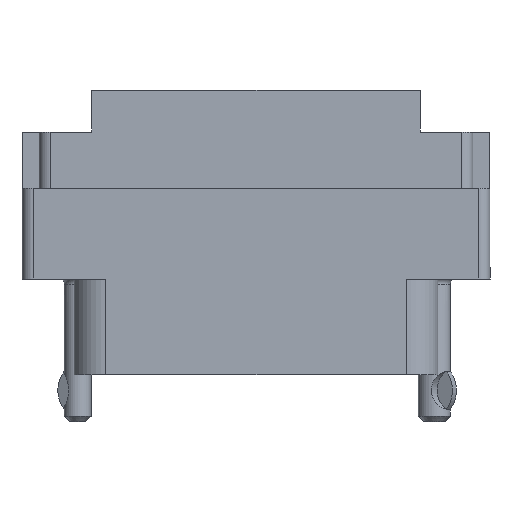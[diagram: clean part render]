
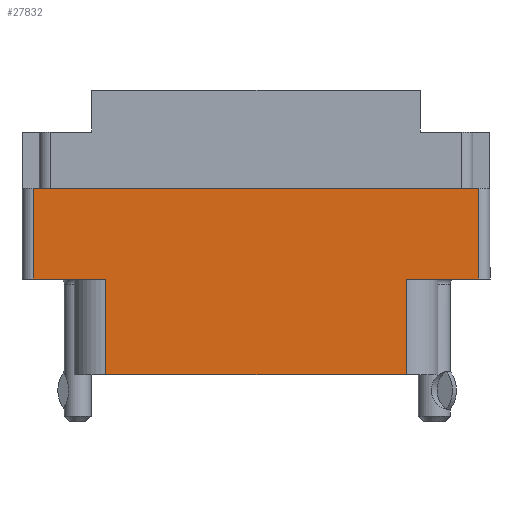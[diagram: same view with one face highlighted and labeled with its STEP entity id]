
A CAD part, front view. The second image highlights one B-rep face of the part: STEP entity #27832.
In plain terms, the highlighted planar face has unit normal (0, -1, 0).
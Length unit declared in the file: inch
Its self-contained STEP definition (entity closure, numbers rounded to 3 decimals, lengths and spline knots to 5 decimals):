
#163 = EDGE_CURVE ( 'NONE', #7335, #18756, #397, .T. ) ;
#397 = LINE ( 'NONE', #8987, #33963 ) ;
#544 = FACE_OUTER_BOUND ( 'NONE', #2130, .T. ) ;
#641 = VERTEX_POINT ( 'NONE', #4632 ) ;
#897 = CARTESIAN_POINT ( 'NONE',  ( 0., -0.343, -0.274 ) ) ;
#1013 = VERTEX_POINT ( 'NONE', #11813 ) ;
#1015 = ORIENTED_EDGE ( 'NONE', *, *, #20774, .T. ) ;
#1061 = CARTESIAN_POINT ( 'NONE',  ( -0.656, -0.343, -0.798 ) ) ;
#1602 = EDGE_CURVE ( 'NONE', #26746, #26449, #10409, .T. ) ;
#1807 = VECTOR ( 'NONE', #23411, 39.37008 ) ;
#1823 = ORIENTED_EDGE ( 'NONE', *, *, #13807, .T. ) ;
#2130 = EDGE_LOOP ( 'NONE', ( #3777, #18817, #1015, #21488, #1823, #8334, #9244, #18705 ) ) ;
#2998 = DIRECTION ( 'NONE',  ( 1., 0., 0. ) ) ;
#3533 = DIRECTION ( 'NONE',  ( 0., 0., -1. ) ) ;
#3777 = ORIENTED_EDGE ( 'NONE', *, *, #7501, .F. ) ;
#3853 = DIRECTION ( 'NONE',  ( 1., 0., 0. ) ) ;
#4632 = CARTESIAN_POINT ( 'NONE',  ( 0.42052, -0.343, -0.798 ) ) ;
#4845 = DIRECTION ( 'NONE',  ( 0., 0., -1. ) ) ;
#4982 = CARTESIAN_POINT ( 'NONE',  ( 0., -0.343, -0.529 ) ) ;
#7335 = VERTEX_POINT ( 'NONE', #24112 ) ;
#7383 = CARTESIAN_POINT ( 'NONE',  ( -0.656, -0.343, -0.798 ) ) ;
#7429 = LINE ( 'NONE', #1061, #12827 ) ;
#7501 = EDGE_CURVE ( 'NONE', #8870, #26449, #32895, .T. ) ;
#7618 = DIRECTION ( 'NONE',  ( 0., -1., 0. ) ) ;
#8334 = ORIENTED_EDGE ( 'NONE', *, *, #27637, .T. ) ;
#8870 = VERTEX_POINT ( 'NONE', #23972 ) ;
#8890 = CARTESIAN_POINT ( 'NONE',  ( 0.624, -0.343, -0.529 ) ) ;
#8987 = CARTESIAN_POINT ( 'NONE',  ( -0.42052, -0.343, -0.798 ) ) ;
#9244 = ORIENTED_EDGE ( 'NONE', *, *, #18699, .F. ) ;
#10409 = LINE ( 'NONE', #20635, #30714 ) ;
#10756 = EDGE_CURVE ( 'NONE', #8870, #1013, #17123, .T. ) ;
#11106 = LINE ( 'NONE', #15622, #21880 ) ;
#11813 = CARTESIAN_POINT ( 'NONE',  ( -0.624, -0.343, -0.529 ) ) ;
#12165 = VECTOR ( 'NONE', #33337, 39.37008 ) ;
#12827 = VECTOR ( 'NONE', #3853, 39.37008 ) ;
#13163 = CARTESIAN_POINT ( 'NONE',  ( 0.42052, -0.343, -0.529 ) ) ;
#13807 = EDGE_CURVE ( 'NONE', #18756, #641, #7429, .T. ) ;
#15622 = CARTESIAN_POINT ( 'NONE',  ( 0., -0.343, -0.529 ) ) ;
#17123 = LINE ( 'NONE', #25843, #1807 ) ;
#17150 = LINE ( 'NONE', #4982, #23404 ) ;
#18699 = EDGE_CURVE ( 'NONE', #26746, #31680, #11106, .T. ) ;
#18705 = ORIENTED_EDGE ( 'NONE', *, *, #1602, .T. ) ;
#18756 = VERTEX_POINT ( 'NONE', #28725 ) ;
#18817 = ORIENTED_EDGE ( 'NONE', *, *, #10756, .T. ) ;
#20635 = CARTESIAN_POINT ( 'NONE',  ( 0.624, -0.343, -0.798 ) ) ;
#20774 = EDGE_CURVE ( 'NONE', #1013, #7335, #17150, .T. ) ;
#21126 = DIRECTION ( 'NONE',  ( 0., 0., 1. ) ) ;
#21488 = ORIENTED_EDGE ( 'NONE', *, *, #163, .T. ) ;
#21880 = VECTOR ( 'NONE', #34140, 39.37008 ) ;
#23370 = LINE ( 'NONE', #27932, #12165 ) ;
#23404 = VECTOR ( 'NONE', #31375, 39.37008 ) ;
#23411 = DIRECTION ( 'NONE',  ( 0., 0., -1. ) ) ;
#23972 = CARTESIAN_POINT ( 'NONE',  ( -0.624, -0.343, -0.274 ) ) ;
#24112 = CARTESIAN_POINT ( 'NONE',  ( -0.42052, -0.343, -0.529 ) ) ;
#25843 = CARTESIAN_POINT ( 'NONE',  ( -0.624, -0.343, -0.798 ) ) ;
#25879 = VECTOR ( 'NONE', #2998, 39.37008 ) ;
#26449 = VERTEX_POINT ( 'NONE', #30577 ) ;
#26746 = VERTEX_POINT ( 'NONE', #8890 ) ;
#27637 = EDGE_CURVE ( 'NONE', #641, #31680, #23370, .T. ) ;
#27832 = ADVANCED_FACE ( 'NONE', ( #544 ), #34264, .T. ) ;
#27932 = CARTESIAN_POINT ( 'NONE',  ( 0.42052, -0.343, -0.529 ) ) ;
#28725 = CARTESIAN_POINT ( 'NONE',  ( -0.42052, -0.343, -0.798 ) ) ;
#28865 = AXIS2_PLACEMENT_3D ( 'NONE', #7383, #7618, #4845 ) ;
#30577 = CARTESIAN_POINT ( 'NONE',  ( 0.624, -0.343, -0.274 ) ) ;
#30714 = VECTOR ( 'NONE', #21126, 39.37008 ) ;
#31375 = DIRECTION ( 'NONE',  ( 1., 0., 0. ) ) ;
#31680 = VERTEX_POINT ( 'NONE', #13163 ) ;
#32895 = LINE ( 'NONE', #897, #25879 ) ;
#33337 = DIRECTION ( 'NONE',  ( 0., 0., 1. ) ) ;
#33963 = VECTOR ( 'NONE', #3533, 39.37008 ) ;
#34140 = DIRECTION ( 'NONE',  ( -1., 0., 0. ) ) ;
#34264 = PLANE ( 'NONE',  #28865 ) ;
